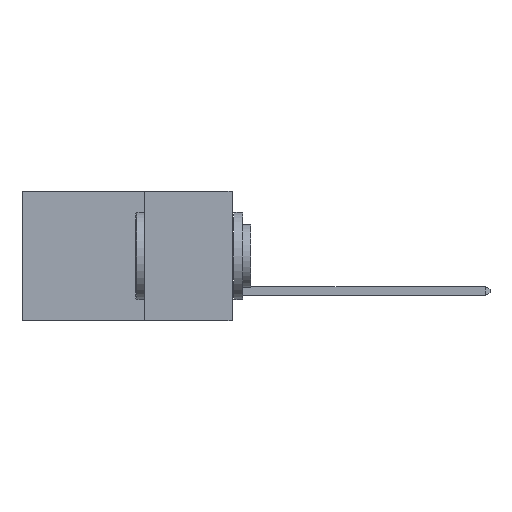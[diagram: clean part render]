
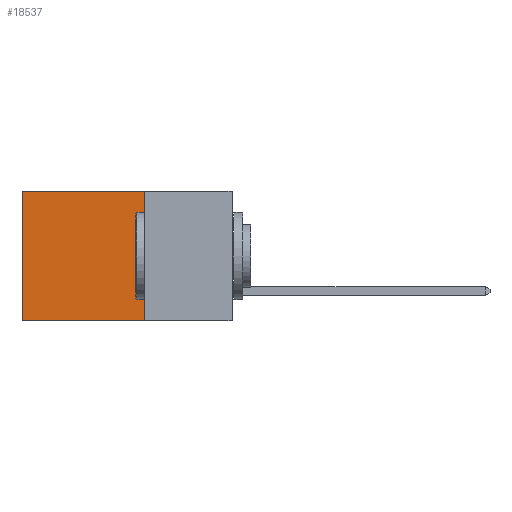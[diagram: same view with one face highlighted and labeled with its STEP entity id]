
A CAD part, left-side view. The second image highlights one B-rep face of the part: STEP entity #18537.
In plain terms, the highlighted planar face has unit normal (-1, 0, 0).
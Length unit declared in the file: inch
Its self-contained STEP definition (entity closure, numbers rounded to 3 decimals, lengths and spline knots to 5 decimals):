
#478 = DIRECTION ( 'NONE',  ( 1., 0., 0. ) ) ;
#867 = VERTEX_POINT ( 'NONE', #4577 ) ;
#2010 = EDGE_LOOP ( 'NONE', ( #21967, #26479, #9997, #15031 ) ) ;
#2121 = CARTESIAN_POINT ( 'NONE',  ( 0.2875, 0.25, 0. ) ) ;
#2342 = EDGE_CURVE ( 'NONE', #10104, #18296, #17488, .T. ) ;
#2362 = CARTESIAN_POINT ( 'NONE',  ( 0.2875, 0.25, 0. ) ) ;
#4577 = CARTESIAN_POINT ( 'NONE',  ( 0.2875, 0.6, -0.37 ) ) ;
#4850 = CARTESIAN_POINT ( 'NONE',  ( 0.2875, 0.25, 0. ) ) ;
#7382 = EDGE_CURVE ( 'NONE', #10104, #27689, #8797, .T. ) ;
#7942 = CARTESIAN_POINT ( 'NONE',  ( 0.2875, 0.25, -0.37 ) ) ;
#8126 = VECTOR ( 'NONE', #13346, 39.37008 ) ;
#8797 = LINE ( 'NONE', #2362, #8126 ) ;
#9997 = ORIENTED_EDGE ( 'NONE', *, *, #2342, .F. ) ;
#10104 = VERTEX_POINT ( 'NONE', #2121 ) ;
#10403 = VECTOR ( 'NONE', #16683, 39.37008 ) ;
#11706 = VECTOR ( 'NONE', #12094, 39.37008 ) ;
#12094 = DIRECTION ( 'NONE',  ( 0., 0., -1. ) ) ;
#12289 = LINE ( 'NONE', #23685, #23209 ) ;
#12569 = FACE_OUTER_BOUND ( 'NONE', #2010, .T. ) ;
#13346 = DIRECTION ( 'NONE',  ( 0., 1., 0. ) ) ;
#13597 = PLANE ( 'NONE',  #22545 ) ;
#14968 = CARTESIAN_POINT ( 'NONE',  ( 0.2875, 0.25, -0.37 ) ) ;
#14979 = CARTESIAN_POINT ( 'NONE',  ( 0.2875, 0.6, 0. ) ) ;
#15031 = ORIENTED_EDGE ( 'NONE', *, *, #7382, .T. ) ;
#15804 = DIRECTION ( 'NONE',  ( 0., 0., -1. ) ) ;
#15880 = EDGE_CURVE ( 'NONE', #27689, #867, #12289, .T. ) ;
#16194 = LINE ( 'NONE', #7942, #10403 ) ;
#16683 = DIRECTION ( 'NONE',  ( 0., 1., 0. ) ) ;
#17488 = LINE ( 'NONE', #18554, #11706 ) ;
#18296 = VERTEX_POINT ( 'NONE', #14968 ) ;
#18537 = ADVANCED_FACE ( 'NONE', ( #12569 ), #13597, .F. ) ;
#18554 = CARTESIAN_POINT ( 'NONE',  ( 0.2875, 0.25, 0. ) ) ;
#21967 = ORIENTED_EDGE ( 'NONE', *, *, #15880, .T. ) ;
#22545 = AXIS2_PLACEMENT_3D ( 'NONE', #4850, #478, #15804 ) ;
#23209 = VECTOR ( 'NONE', #28080, 39.37008 ) ;
#23685 = CARTESIAN_POINT ( 'NONE',  ( 0.2875, 0.6, 0. ) ) ;
#26084 = EDGE_CURVE ( 'NONE', #18296, #867, #16194, .T. ) ;
#26479 = ORIENTED_EDGE ( 'NONE', *, *, #26084, .F. ) ;
#27689 = VERTEX_POINT ( 'NONE', #14979 ) ;
#28080 = DIRECTION ( 'NONE',  ( 0., 0., -1. ) ) ;
